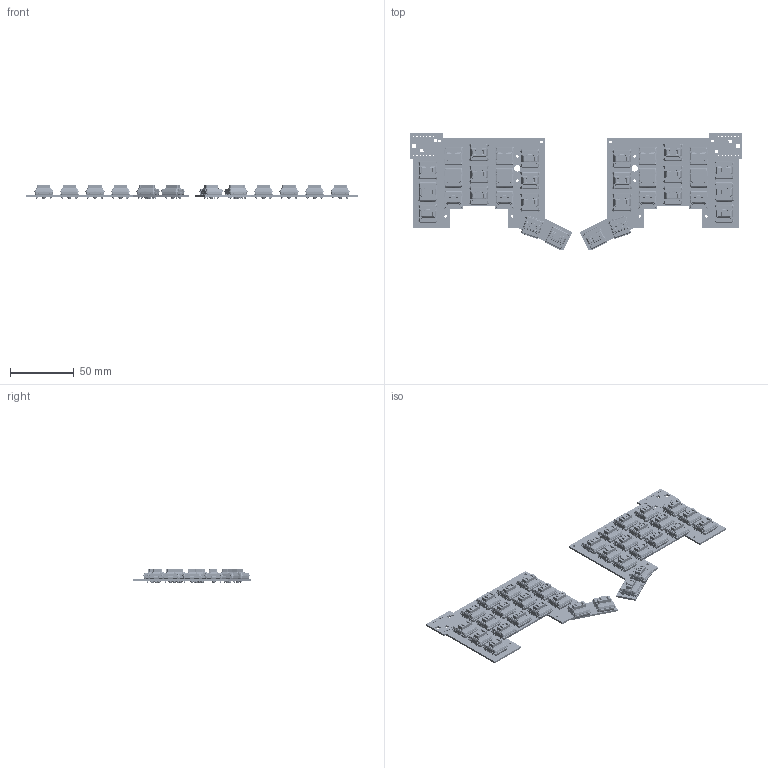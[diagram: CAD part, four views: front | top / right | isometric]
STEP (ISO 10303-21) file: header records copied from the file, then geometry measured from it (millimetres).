
FILE_DESCRIPTION(('KiCad electronic assembly'),'2;1');
FILE_NAME('atlas.step','2025-09-21T17:03:24',('Pcbnew'),('Kicad'), 'Open CASCADE STEP processor 7.8','KiCad to STEP converter','Unknown' );
FILE_SCHEMA(('AUTOMOTIVE_DESIGN { 1 0 10303 214 1 1 1 1 }'));
Length unit declared in the file: millimetre
Products named in the file (5): atlas 1; Choc_V1; SW_Kailh_Choc_V1_cp; _autosave-atlas_PCB_1; _autosave-atlas_PCB_2
Assembly tree (37 placements, depth 3):
  atlas 1
    Choc_V1  x34
      SW_Kailh_Choc_V1_cp
    _autosave-atlas_PCB_1
    _autosave-atlas_PCB_2
Bounding box: 260 x 91.97 x 11 mm (x, y, z)
Volume: 53497.2 mm3; surface area: 83090.5 mm2
Topology: 172 solids, 172 shells, 17132 faces, 46114 edges, 29462 vertices
Faces by surface type: plane 8490, bspline 8398, cylinder 244
Full cylindrical faces by diameter (mm): 1 x28, 1.2 x68, 1.9 x68, 2 x12, 3.45 x34, 5 x2
Entity records: 30999 total; most frequent: CARTESIAN_POINT 9187, ORIENTED_EDGE 4442, DIRECTION 2558, EDGE_CURVE 2221, VERTEX_POINT 1445, FACE_BOUND 1260, EDGE_LOOP 1260, B_SPLINE_CURVE_WITH_KNOTS 1101
